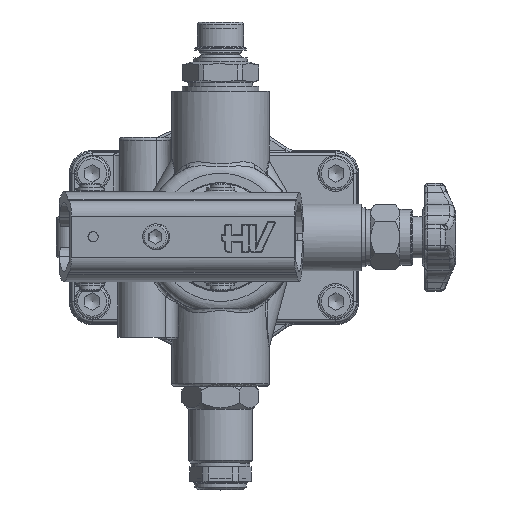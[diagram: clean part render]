
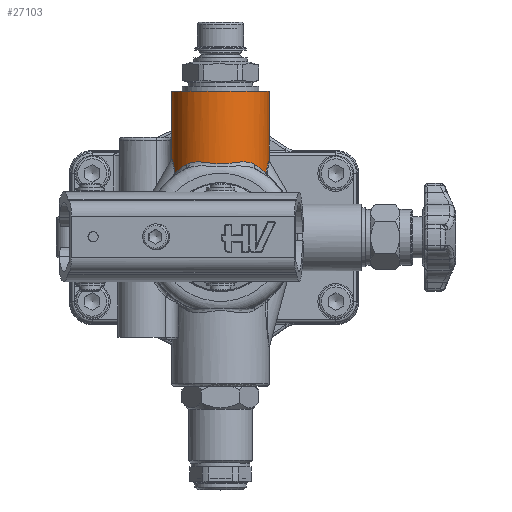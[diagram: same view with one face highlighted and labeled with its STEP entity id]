
A CAD part, top view. The second image highlights one B-rep face of the part: STEP entity #27103.
In plain terms, the highlighted cylindrical face has radius 19 mm (diameter 38 mm), a full revolution.
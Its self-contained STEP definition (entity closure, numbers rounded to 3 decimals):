
#22070=CARTESIAN_POINT('',(-16.5,57.,39.));
#22071=VERTEX_POINT('',#22070);
#22072=CARTESIAN_POINT('',(2.5,57.,39.0));
#22073=DIRECTION('',(0.0,1.0,0.0));
#22074=DIRECTION('',(1.0,0.0,0.0));
#22075=AXIS2_PLACEMENT_3D('',#22072,#22073,#22074);
#22076=CIRCLE('',#22075,19.);
#22077=EDGE_CURVE('',#22071,#22071,#22076,.T.);
#25771=CARTESIAN_POINT('',(20.237,25.292,45.812));
#25772=VERTEX_POINT('',#25771);
#25898=CARTESIAN_POINT('',(20.237,25.292,32.188));
#25899=VERTEX_POINT('',#25898);
#25907=CARTESIAN_POINT('',(20.237,25.292,32.188));
#25908=CARTESIAN_POINT('',(20.379,26.061,32.558));
#25909=CARTESIAN_POINT('',(20.862,28.254,33.881));
#25910=CARTESIAN_POINT('',(21.514,30.155,36.86));
#25911=CARTESIAN_POINT('',(21.513,30.15,40.27));
#25912=CARTESIAN_POINT('',(21.192,29.22,42.634));
#25913=CARTESIAN_POINT('',(20.702,27.526,44.537));
#25914=CARTESIAN_POINT('',(20.379,26.061,45.442));
#25915=CARTESIAN_POINT('',(20.237,25.292,45.812));
#25916=B_SPLINE_CURVE_WITH_KNOTS('',3,(#25907,#25908,#25909,#25910,#25911,#25912,#25913,#25914,#25915),.UNSPECIFIED.,.F.,.U.,(4,1,1,1,1,1,4),(-1.838,-1.576,-1.05,-0.788,-0.525,-0.263,0.0),.UNSPECIFIED.);
#25917=EDGE_CURVE('',#25899,#25772,#25916,.T.);
#26311=CARTESIAN_POINT('',(-15.189,25.333,45.935));
#26312=VERTEX_POINT('',#26311);
#26320=CARTESIAN_POINT('',(-16.406,30.428,37.108));
#26321=VERTEX_POINT('',#26320);
#26322=CARTESIAN_POINT('',(-15.189,25.333,45.935));
#26323=CARTESIAN_POINT('',(-15.429,26.833,45.322));
#26324=CARTESIAN_POINT('',(-15.98,29.164,43.817));
#26325=CARTESIAN_POINT('',(-16.549,30.851,40.344));
#26326=CARTESIAN_POINT('',(-16.508,30.738,38.128));
#26327=CARTESIAN_POINT('',(-16.406,30.428,37.108));
#26328=B_SPLINE_CURVE_WITH_KNOTS('',3,(#26322,#26323,#26324,#26325,#26326,#26327),.UNSPECIFIED.,.F.,.U.,(4,1,1,4),(-1.152,-0.658,-0.329,0.0),.UNSPECIFIED.);
#26329=EDGE_CURVE('',#26312,#26321,#26328,.T.);
#26974=CARTESIAN_POINT('',(-16.406,38.,37.108));
#26975=VERTEX_POINT('',#26974);
#26976=CARTESIAN_POINT('',(-16.406,38.,37.108));
#26977=DIRECTION('',(0.0,-1.0,0.0));
#26978=VECTOR('',#26977,7.572);
#26979=LINE('',#26976,#26978);
#26980=EDGE_CURVE('',#26975,#26321,#26979,.T.);
#27001=CARTESIAN_POINT('',(2.5,0.0,39.0));
#27002=DIRECTION('',(0.0,1.0,0.0));
#27003=DIRECTION('',(1.0,0.0,0.0));
#27004=AXIS2_PLACEMENT_3D('',#27001,#27002,#27003);
#27005=CYLINDRICAL_SURFACE('',#27004,19.);
#27006=ORIENTED_EDGE('',*,*,#25917,.F.);
#27007=CARTESIAN_POINT('',(-5.958,30.604,21.986));
#27008=VERTEX_POINT('',#27007);
#27009=CARTESIAN_POINT('',(-5.958,30.604,21.986));
#27010=CARTESIAN_POINT('',(-5.196,30.862,21.608));
#27011=CARTESIAN_POINT('',(-2.89,31.531,20.647));
#27012=CARTESIAN_POINT('',(1.286,32.137,19.81));
#27013=CARTESIAN_POINT('',(8.094,31.789,20.296));
#27014=CARTESIAN_POINT('',(14.065,29.597,23.341));
#27015=CARTESIAN_POINT('',(18.216,26.944,28.001));
#27016=CARTESIAN_POINT('',(19.69,25.76,30.766));
#27017=CARTESIAN_POINT('',(20.237,25.292,32.188));
#27018=B_SPLINE_CURVE_WITH_KNOTS('',3,(#27009,#27010,#27011,#27012,#27013,#27014,#27015,#27016,#27017),.UNSPECIFIED.,.F.,.U.,(4,1,1,1,1,1,4),(4.146,4.437,4.994,5.552,6.666,7.223,7.746),.UNSPECIFIED.);
#27019=EDGE_CURVE('',#27008,#25899,#27018,.T.);
#27020=ORIENTED_EDGE('',*,*,#27019,.F.);
#27021=CARTESIAN_POINT('',(-5.958,38.,21.986));
#27022=VERTEX_POINT('',#27021);
#27023=CARTESIAN_POINT('',(-5.958,38.,21.986));
#27024=DIRECTION('',(0.0,-1.0,0.0));
#27025=VECTOR('',#27024,7.396);
#27026=LINE('',#27023,#27025);
#27027=EDGE_CURVE('',#27022,#27008,#27026,.T.);
#27028=ORIENTED_EDGE('',*,*,#27027,.F.);
#27029=CARTESIAN_POINT('',(-8.49,39.,23.501));
#27030=VERTEX_POINT('',#27029);
#27031=CARTESIAN_POINT('',(-5.958,38.,21.986));
#27032=CARTESIAN_POINT('',(-5.96,38.001,21.988));
#27033=CARTESIAN_POINT('',(-5.963,38.003,21.989));
#27034=CARTESIAN_POINT('',(-6.684,38.408,22.348));
#27035=CARTESIAN_POINT('',(-7.361,38.794,22.741));
#27036=CARTESIAN_POINT('',(-8.191,38.984,23.292));
#27037=CARTESIAN_POINT('',(-8.353,39.,23.404));
#27038=CARTESIAN_POINT('',(-8.49,39.,23.501));
#27039=B_SPLINE_CURVE_WITH_KNOTS('',3,(#27031,#27032,#27033,#27034,#27035,#27036,#27037,#27038),.UNSPECIFIED.,.F.,.U.,(4,2,2,4),(-0.001,0.0,0.269,0.35),.UNSPECIFIED.);
#27040=EDGE_CURVE('',#27030,#27022,#27039,.F.);
#27041=ORIENTED_EDGE('',*,*,#27040,.F.);
#27042=CARTESIAN_POINT('',(-15.885,39.,34.203));
#27043=VERTEX_POINT('',#27042);
#27044=CARTESIAN_POINT('',(2.5,39.,39.0));
#27045=DIRECTION('',(0.0,1.0,0.0));
#27046=DIRECTION('',(1.0,0.0,0.0));
#27047=AXIS2_PLACEMENT_3D('',#27044,#27045,#27046);
#27048=CIRCLE('',#27047,19.);
#27049=EDGE_CURVE('',#27030,#27043,#27048,.T.);
#27050=ORIENTED_EDGE('',*,*,#27049,.T.);
#27051=CARTESIAN_POINT('',(-15.885,39.,34.203));
#27052=CARTESIAN_POINT('',(-15.927,39.,34.367));
#27053=CARTESIAN_POINT('',(-15.975,38.984,34.557));
#27054=CARTESIAN_POINT('',(-16.196,38.794,35.528));
#27055=CARTESIAN_POINT('',(-16.324,38.408,36.301));
#27056=CARTESIAN_POINT('',(-16.405,38.003,37.103));
#27057=CARTESIAN_POINT('',(-16.405,38.001,37.105));
#27058=CARTESIAN_POINT('',(-16.406,38.,37.108));
#27059=B_SPLINE_CURVE_WITH_KNOTS('',3,(#27051,#27052,#27053,#27054,#27055,#27056,#27057,#27058),.UNSPECIFIED.,.F.,.U.,(4,2,2,4),(0.777,0.821,0.967,0.968),.UNSPECIFIED.);
#27060=EDGE_CURVE('',#26975,#27043,#27059,.F.);
#27061=ORIENTED_EDGE('',*,*,#27060,.F.);
#27062=ORIENTED_EDGE('',*,*,#26980,.T.);
#27063=ORIENTED_EDGE('',*,*,#26329,.F.);
#27064=CARTESIAN_POINT('',(-10.797,28.425,52.571));
#27065=VERTEX_POINT('',#27064);
#27066=CARTESIAN_POINT('',(-10.797,28.425,52.571));
#27067=CARTESIAN_POINT('',(-12.683,27.348,50.724));
#27068=CARTESIAN_POINT('',(-14.196,26.179,48.467));
#27069=CARTESIAN_POINT('',(-15.189,25.333,45.935));
#27070=B_SPLINE_CURVE_WITH_KNOTS('',3,(#27066,#27067,#27068,#27069),.UNSPECIFIED.,.F.,.U.,(4,4),(0.0,0.933),.UNSPECIFIED.);
#27071=EDGE_CURVE('',#27065,#26312,#27070,.T.);
#27072=ORIENTED_EDGE('',*,*,#27071,.F.);
#27073=CARTESIAN_POINT('',(15.797,28.425,52.571));
#27074=VERTEX_POINT('',#27073);
#27075=CARTESIAN_POINT('',(15.797,28.425,52.571));
#27076=CARTESIAN_POINT('',(14.852,28.965,53.498));
#27077=CARTESIAN_POINT('',(12.63,29.567,55.267));
#27078=CARTESIAN_POINT('',(9.399,29.374,56.8));
#27079=CARTESIAN_POINT('',(6.694,28.984,57.571));
#27080=CARTESIAN_POINT('',(4.444,28.666,57.95));
#27081=CARTESIAN_POINT('',(2.319,28.562,58.04));
#27082=CARTESIAN_POINT('',(-0.497,28.771,57.842));
#27083=CARTESIAN_POINT('',(-3.757,29.341,57.106));
#27084=CARTESIAN_POINT('',(-7.303,29.545,55.421));
#27085=CARTESIAN_POINT('',(-9.572,29.044,53.724));
#27086=CARTESIAN_POINT('',(-10.561,28.56,52.803));
#27087=CARTESIAN_POINT('',(-10.797,28.425,52.571));
#27088=B_SPLINE_CURVE_WITH_KNOTS('',3,(#27075,#27076,#27077,#27078,#27079,#27080,#27081,#27082,#27083,#27084,#27085,#27086,#27087),.UNSPECIFIED.,.F.,.U.,(4,1,1,1,1,1,1,1,1,1,4),(-3.274,-2.806,-2.339,-2.105,-1.871,-1.579,-1.403,-0.935,-0.468,-0.117,0.),.UNSPECIFIED.);
#27089=EDGE_CURVE('',#27074,#27065,#27088,.T.);
#27090=ORIENTED_EDGE('',*,*,#27089,.F.);
#27091=CARTESIAN_POINT('',(20.237,25.292,45.813));
#27092=CARTESIAN_POINT('',(19.242,26.144,48.403));
#27093=CARTESIAN_POINT('',(17.716,27.329,50.691));
#27094=CARTESIAN_POINT('',(15.797,28.425,52.571));
#27095=B_SPLINE_CURVE_WITH_KNOTS('',3,(#27091,#27092,#27093,#27094),.UNSPECIFIED.,.F.,.U.,(4,4),(9.304,10.254),.UNSPECIFIED.);
#27096=EDGE_CURVE('',#25772,#27074,#27095,.T.);
#27097=ORIENTED_EDGE('',*,*,#27096,.F.);
#27098=EDGE_LOOP('',(#27006,#27020,#27028,#27041,#27050,#27061,#27062,#27063,#27072,#27090,#27097));
#27099=FACE_OUTER_BOUND('',#27098,.T.);
#27100=ORIENTED_EDGE('',*,*,#22077,.F.);
#27101=EDGE_LOOP('',(#27100));
#27102=FACE_BOUND('',#27101,.T.);
#27103=ADVANCED_FACE('',(#27099,#27102),#27005,.T.);
